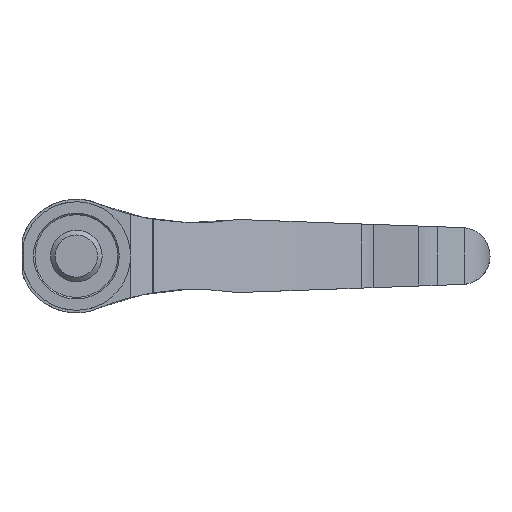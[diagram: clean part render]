
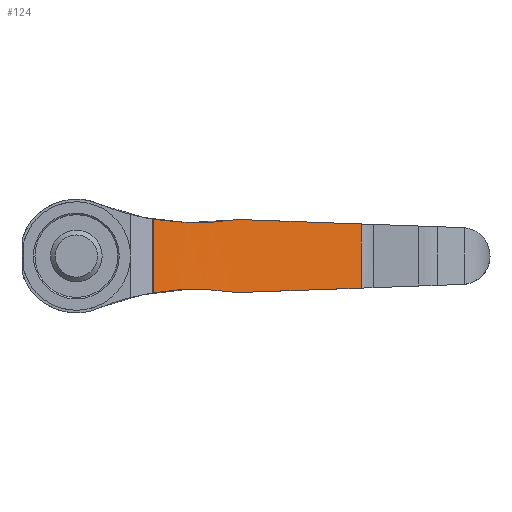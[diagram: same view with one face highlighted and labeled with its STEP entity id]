
A CAD part, front view. The second image highlights one B-rep face of the part: STEP entity #124.
In plain terms, the highlighted cylindrical face has radius 214.45 mm (diameter 428.9 mm), a partial arc.
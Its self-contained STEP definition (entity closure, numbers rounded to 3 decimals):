
#124 = ADVANCED_FACE( '', ( #281 ), #282, .F. );
#281 = FACE_OUTER_BOUND( '', #472, .T. );
#282 = CYLINDRICAL_SURFACE( '', #473, 214.45 );
#472 = EDGE_LOOP( '', ( #765, #766, #767, #768, #769, #770, #771, #772 ) );
#473 = AXIS2_PLACEMENT_3D( '', #773, #774, #775 );
#765 = ORIENTED_EDGE( '', *, *, #1163, .T. );
#766 = ORIENTED_EDGE( '', *, *, #1164, .T. );
#767 = ORIENTED_EDGE( '', *, *, #1161, .F. );
#768 = ORIENTED_EDGE( '', *, *, #1165, .T. );
#769 = ORIENTED_EDGE( '', *, *, #1166, .T. );
#770 = ORIENTED_EDGE( '', *, *, #1120, .F. );
#771 = ORIENTED_EDGE( '', *, *, #1167, .T. );
#772 = ORIENTED_EDGE( '', *, *, #1168, .F. );
#773 = CARTESIAN_POINT( '', ( 111.591, -165.123, 22. ) );
#774 = DIRECTION( '', ( 0., 0., 1. ) );
#775 = DIRECTION( '', ( -1., 0., 0. ) );
#1120 = EDGE_CURVE( '', #1343, #1345, #1346, .T. );
#1161 = EDGE_CURVE( '', #1409, #1404, #1411, .T. );
#1163 = EDGE_CURVE( '', #1413, #1414, #1415, .T. );
#1164 = EDGE_CURVE( '', #1414, #1404, #1416, .F. );
#1165 = EDGE_CURVE( '', #1409, #1417, #1418, .F. );
#1166 = EDGE_CURVE( '', #1417, #1345, #1419, .T. );
#1167 = EDGE_CURVE( '', #1343, #1420, #1421, .T. );
#1168 = EDGE_CURVE( '', #1413, #1420, #1422, .T. );
#1343 = VERTEX_POINT( '', #1677 );
#1345 = VERTEX_POINT( '', #1682 );
#1346 = B_SPLINE_CURVE_WITH_KNOTS( '', 3, ( #1683, #1684, #1685, #1686, #1687, #1688 ), .UNSPECIFIED., .F., .F., ( 4, 2, 4 ), ( 0., 0.008, 0.017 ), .UNSPECIFIED. );
#1404 = VERTEX_POINT( '', #1809 );
#1409 = VERTEX_POINT( '', #1815 );
#1411 = LINE( '', #1817, #1818 );
#1413 = VERTEX_POINT( '', #1820 );
#1414 = VERTEX_POINT( '', #1821 );
#1415 = B_SPLINE_CURVE_WITH_KNOTS( '', 3, ( #1822, #1823, #1824, #1825 ), .UNSPECIFIED., .F., .F., ( 4, 4 ), ( 0., 0.002 ), .UNSPECIFIED. );
#1416 = ELLIPSE( '', #1826, 214.59, 214.45 );
#1417 = VERTEX_POINT( '', #1827 );
#1418 = ELLIPSE( '', #1828, 214.59, 214.45 );
#1419 = B_SPLINE_CURVE_WITH_KNOTS( '', 3, ( #1829, #1830, #1831, #1832 ), .UNSPECIFIED., .F., .F., ( 4, 4 ), ( 0., 0.002 ), .UNSPECIFIED. );
#1420 = VERTEX_POINT( '', #1833 );
#1421 = LINE( '', #1834, #1835 );
#1422 = B_SPLINE_CURVE_WITH_KNOTS( '', 3, ( #1836, #1837, #1838, #1839, #1840, #1841 ), .UNSPECIFIED., .F., .F., ( 4, 2, 4 ), ( 0., 0.008, 0.017 ), .UNSPECIFIED. );
#1677 = CARTESIAN_POINT( '', ( 14.882, 26.283, 7.096 ) );
#1682 = CARTESIAN_POINT( '', ( 30.179, 33.273, 6.967 ) );
#1683 = CARTESIAN_POINT( '', ( 14.882, 26.283, 7.096 ) );
#1684 = CARTESIAN_POINT( '', ( 17.383, 27.547, 6.68 ) );
#1685 = CARTESIAN_POINT( '', ( 19.909, 28.761, 6.457 ) );
#1686 = CARTESIAN_POINT( '', ( 25.008, 31.091, 6.407 ) );
#1687 = CARTESIAN_POINT( '', ( 27.581, 32.207, 6.579 ) );
#1688 = CARTESIAN_POINT( '', ( 30.179, 33.273, 6.967 ) );
#1809 = CARTESIAN_POINT( '', ( 55.114, 41.757, -6.201 ) );
#1815 = CARTESIAN_POINT( '', ( 55.114, 41.757, 6.201 ) );
#1817 = CARTESIAN_POINT( '', ( 55.114, 41.757, 22. ) );
#1818 = VECTOR( '', #2276, 1000. );
#1820 = CARTESIAN_POINT( '', ( 30.179, 33.273, -6.967 ) );
#1821 = CARTESIAN_POINT( '', ( 31.648, 33.87, -7.049 ) );
#1822 = CARTESIAN_POINT( '', ( 30.179, 33.273, -6.967 ) );
#1823 = CARTESIAN_POINT( '', ( 30.666, 33.473, -7.039 ) );
#1824 = CARTESIAN_POINT( '', ( 31.156, 33.672, -7.067 ) );
#1825 = CARTESIAN_POINT( '', ( 31.648, 33.87, -7.049 ) );
#1826 = AXIS2_PLACEMENT_3D( '', #2277, #2278, #2279 );
#1827 = CARTESIAN_POINT( '', ( 31.648, 33.87, 7.049 ) );
#1828 = AXIS2_PLACEMENT_3D( '', #2280, #2281, #2282 );
#1829 = CARTESIAN_POINT( '', ( 31.648, 33.87, 7.049 ) );
#1830 = CARTESIAN_POINT( '', ( 31.156, 33.672, 7.067 ) );
#1831 = CARTESIAN_POINT( '', ( 30.666, 33.473, 7.039 ) );
#1832 = CARTESIAN_POINT( '', ( 30.179, 33.273, 6.967 ) );
#1833 = CARTESIAN_POINT( '', ( 14.882, 26.283, -7.096 ) );
#1834 = CARTESIAN_POINT( '', ( 14.882, 26.283, 22. ) );
#1835 = VECTOR( '', #2283, 1000. );
#1836 = CARTESIAN_POINT( '', ( 30.179, 33.273, -6.967 ) );
#1837 = CARTESIAN_POINT( '', ( 27.581, 32.207, -6.579 ) );
#1838 = CARTESIAN_POINT( '', ( 25.008, 31.091, -6.407 ) );
#1839 = CARTESIAN_POINT( '', ( 19.909, 28.761, -6.457 ) );
#1840 = CARTESIAN_POINT( '', ( 17.383, 27.547, -6.68 ) );
#1841 = CARTESIAN_POINT( '', ( 14.882, 26.283, -7.096 ) );
#2276 = DIRECTION( '', ( 0., 0., -1. ) );
#2277 = CARTESIAN_POINT( '', ( 111.591, -165.123, -4.159 ) );
#2278 = DIRECTION( '', ( -0.036, 0., 0.999 ) );
#2279 = DIRECTION( '', ( -0.999, 0., -0.036 ) );
#2280 = CARTESIAN_POINT( '', ( 111.591, -165.123, 4.159 ) );
#2281 = DIRECTION( '', ( -0.036, 0., -0.999 ) );
#2282 = DIRECTION( '', ( 0.999, 0., -0.036 ) );
#2283 = DIRECTION( '', ( 0., 0., -1. ) );
